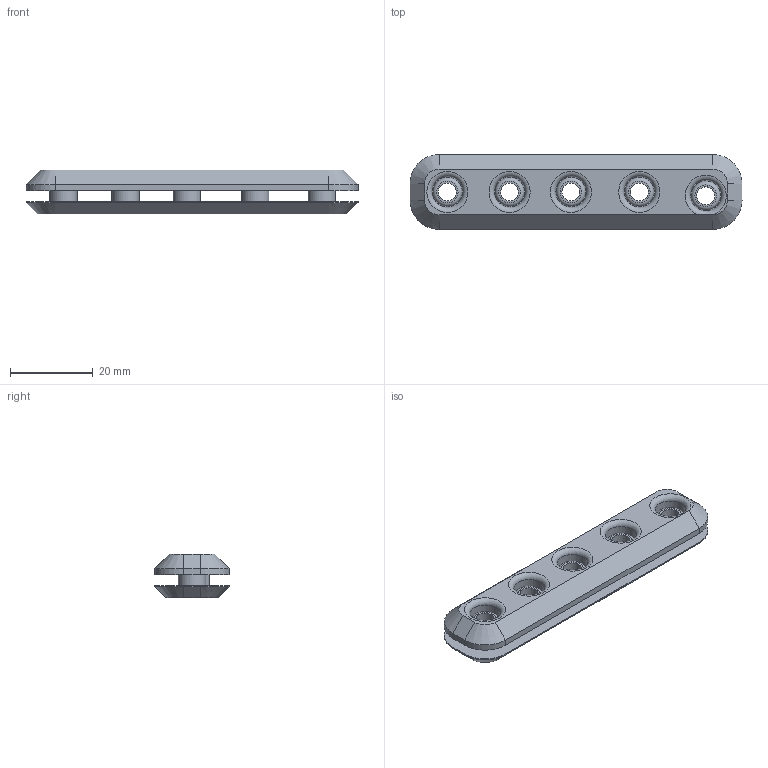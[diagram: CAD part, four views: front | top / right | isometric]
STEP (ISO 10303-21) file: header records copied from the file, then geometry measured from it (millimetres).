
FILE_DESCRIPTION(/* description */ (''),/* implementation_level */ '2;1');
FILE_NAME(/* name */ 'MMU2S IKEA Filament Feedthrough v1.step',/* time_stamp */ '2023-02-10T14:22:34-06:00',/* author */ (''),/* organization */ (''),/* preprocessor_version */ 'ST-DEVELOPER v19.2',/* originating_system */ 'Autodesk Translation Framework v11.17.0.187',/* authorisation */ '');
FILE_SCHEMA (('AUTOMOTIVE_DESIGN { 1 0 10303 214 3 1 1 }'));
Length unit declared in the file: millimetre
Products named in the file (1): MMU2S IKEA Filament Feedthrough
Bounding box: 80 x 18 x 10.6 mm (x, y, z)
Volume: 8612.8 mm3; surface area: 7363 mm2
Topology: 2 solids, 2 shells, 91 faces, 208 edges, 130 vertices
Faces by surface type: cylinder 33, plane 30, torus 15, cone 13
Full cylindrical faces by diameter (mm): 4.3 x5, 6.6 x5, 7 x10, 7.4 x5
Entity records: 2675 total; most frequent: DIRECTION 510, CARTESIAN_POINT 443, ORIENTED_EDGE 416, AXIS2_PLACEMENT_3D 212, EDGE_CURVE 208, VERTEX_POINT 130, CIRCLE 120, EDGE_LOOP 120
